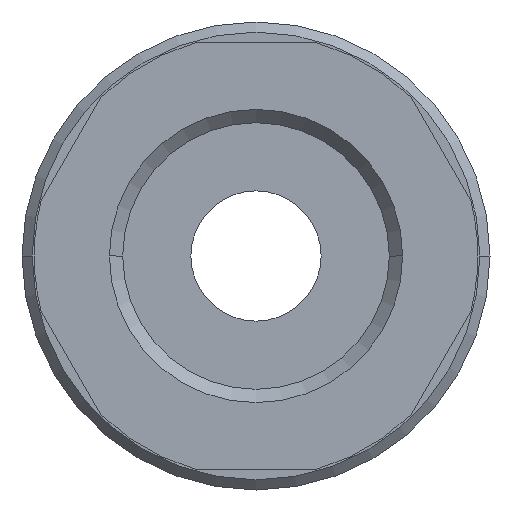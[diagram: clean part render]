
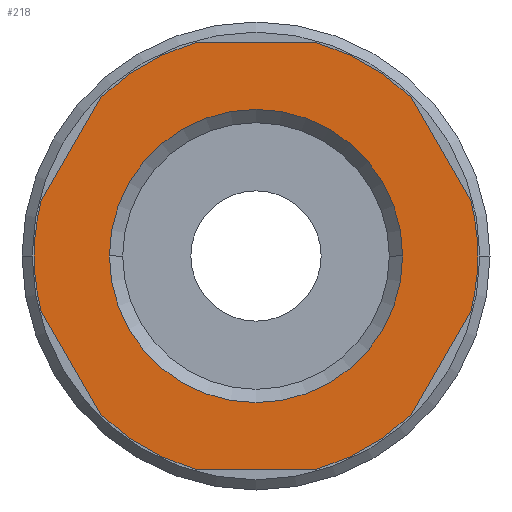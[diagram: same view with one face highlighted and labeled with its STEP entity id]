
A CAD part, front view. The second image highlights one B-rep face of the part: STEP entity #218.
In plain terms, the highlighted planar face has unit normal (0, -1, 0).
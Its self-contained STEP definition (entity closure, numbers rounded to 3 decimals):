
#218=ADVANCED_FACE('',(#496,#497),#498,.T.);
#496=FACE_BOUND('',#835,.T.);
#497=FACE_OUTER_BOUND('',#836,.T.);
#498=PLANE('',#837);
#835=EDGE_LOOP('',(#1403,#1404));
#836=EDGE_LOOP('',(#1405,#1406,#1407,#1408,#1409,#1410,#1411,#1412,#1413,#1414,#1415,#1416,#1417,#1418));
#837=AXIS2_PLACEMENT_3D('',#1419,#1420,#1421);
#1403=ORIENTED_EDGE('',*,*,#2087,.T.);
#1404=ORIENTED_EDGE('',*,*,#2106,.T.);
#1405=ORIENTED_EDGE('',*,*,#2107,.T.);
#1406=ORIENTED_EDGE('',*,*,#2108,.F.);
#1407=ORIENTED_EDGE('',*,*,#2109,.T.);
#1408=ORIENTED_EDGE('',*,*,#2110,.F.);
#1409=ORIENTED_EDGE('',*,*,#2111,.T.);
#1410=ORIENTED_EDGE('',*,*,#2067,.F.);
#1411=ORIENTED_EDGE('',*,*,#2112,.F.);
#1412=ORIENTED_EDGE('',*,*,#2113,.T.);
#1413=ORIENTED_EDGE('',*,*,#2114,.F.);
#1414=ORIENTED_EDGE('',*,*,#2048,.T.);
#1415=ORIENTED_EDGE('',*,*,#2115,.F.);
#1416=ORIENTED_EDGE('',*,*,#2116,.T.);
#1417=ORIENTED_EDGE('',*,*,#2117,.F.);
#1418=ORIENTED_EDGE('',*,*,#2064,.F.);
#1419=CARTESIAN_POINT('',(5.45,0.0,0.0));
#1420=DIRECTION('',(-0.0,-1.0,-0.0));
#1421=DIRECTION('',(-1.0,0.0,0.0));
#2048=EDGE_CURVE('',#2470,#2468,#2471,.T.);
#2064=EDGE_CURVE('',#2489,#2487,#2491,.T.);
#2067=EDGE_CURVE('',#2493,#2495,#2496,.T.);
#2087=EDGE_CURVE('',#2523,#2521,#2524,.T.);
#2106=EDGE_CURVE('',#2521,#2523,#2548,.T.);
#2107=EDGE_CURVE('',#2489,#2549,#2550,.T.);
#2108=EDGE_CURVE('',#2551,#2549,#2552,.T.);
#2109=EDGE_CURVE('',#2551,#2553,#2554,.T.);
#2110=EDGE_CURVE('',#2555,#2553,#2556,.T.);
#2111=EDGE_CURVE('',#2555,#2495,#2557,.T.);
#2112=EDGE_CURVE('',#2558,#2493,#2559,.T.);
#2113=EDGE_CURVE('',#2558,#2560,#2561,.T.);
#2114=EDGE_CURVE('',#2470,#2560,#2562,.T.);
#2115=EDGE_CURVE('',#2563,#2468,#2564,.T.);
#2116=EDGE_CURVE('',#2563,#2565,#2566,.T.);
#2117=EDGE_CURVE('',#2487,#2565,#2567,.T.);
#2468=VERTEX_POINT('',#3110);
#2470=VERTEX_POINT('',#3113);
#2471=LINE('',#3114,#3115);
#2487=VERTEX_POINT('',#3176);
#2489=VERTEX_POINT('',#3179);
#2491=CIRCLE('',#3182,10.9);
#2493=VERTEX_POINT('',#3184);
#2495=VERTEX_POINT('',#3187);
#2496=CIRCLE('',#3188,10.9);
#2521=VERTEX_POINT('',#3218);
#2523=VERTEX_POINT('',#3221);
#2524=CIRCLE('',#3222,7.205);
#2548=CIRCLE('',#3296,7.205);
#2549=VERTEX_POINT('',#3297);
#2550=LINE('',#3298,#3299);
#2551=VERTEX_POINT('',#3300);
#2552=CIRCLE('',#3301,10.9);
#2553=VERTEX_POINT('',#3302);
#2554=LINE('',#3303,#3304);
#2555=VERTEX_POINT('',#3305);
#2556=CIRCLE('',#3306,10.9);
#2557=LINE('',#3307,#3308);
#2558=VERTEX_POINT('',#3309);
#2559=CIRCLE('',#3310,10.9);
#2560=VERTEX_POINT('',#3311);
#2561=LINE('',#3312,#3313);
#2562=CIRCLE('',#3314,10.9);
#2563=VERTEX_POINT('',#3315);
#2564=CIRCLE('',#3316,10.9);
#2565=VERTEX_POINT('',#3317);
#2566=LINE('',#3318,#3319);
#2567=CIRCLE('',#3320,10.9);
#3110=CARTESIAN_POINT('',(-2.926,0.0,10.5));
#3113=CARTESIAN_POINT('',(2.926,0.0,10.5));
#3114=CARTESIAN_POINT('',(2.725,0.0,10.5));
#3115=VECTOR('',#3749,1.0);
#3176=CARTESIAN_POINT('',(-10.9,0.0,0.));
#3179=CARTESIAN_POINT('',(-10.556,0.0,-2.716));
#3182=AXIS2_PLACEMENT_3D('',#3762,#3763,#3764);
#3184=CARTESIAN_POINT('',(10.9,0.0,0.));
#3187=CARTESIAN_POINT('',(10.556,0.0,-2.716));
#3188=AXIS2_PLACEMENT_3D('',#3766,#3767,#3768);
#3218=CARTESIAN_POINT('',(7.205,0.0,0.));
#3221=CARTESIAN_POINT('',(-7.205,0.0,0.));
#3222=AXIS2_PLACEMENT_3D('',#3802,#3803,#3804);
#3296=AXIS2_PLACEMENT_3D('',#3817,#3818,#3819);
#3297=CARTESIAN_POINT('',(-7.63,0.0,-7.784));
#3298=CARTESIAN_POINT('',(-8.412,0.0,-6.43));
#3299=VECTOR('',#3820,1.0);
#3300=CARTESIAN_POINT('',(-2.926,0.0,-10.5));
#3301=AXIS2_PLACEMENT_3D('',#3821,#3822,#3823);
#3302=CARTESIAN_POINT('',(2.926,0.0,-10.5));
#3303=CARTESIAN_POINT('',(2.725,0.0,-10.5));
#3304=VECTOR('',#3824,1.0);
#3305=CARTESIAN_POINT('',(7.63,0.0,-7.784));
#3306=AXIS2_PLACEMENT_3D('',#3825,#3826,#3827);
#3307=CARTESIAN_POINT('',(9.775,0.0,-4.07));
#3308=VECTOR('',#3828,1.0);
#3309=CARTESIAN_POINT('',(10.556,0.0,2.716));
#3310=AXIS2_PLACEMENT_3D('',#3829,#3830,#3831);
#3311=CARTESIAN_POINT('',(7.63,0.0,7.784));
#3312=CARTESIAN_POINT('',(9.775,0.0,4.07));
#3313=VECTOR('',#3832,1.0);
#3314=AXIS2_PLACEMENT_3D('',#3833,#3834,#3835);
#3315=CARTESIAN_POINT('',(-7.63,0.0,7.784));
#3316=AXIS2_PLACEMENT_3D('',#3836,#3837,#3838);
#3317=CARTESIAN_POINT('',(-10.556,0.0,2.716));
#3318=CARTESIAN_POINT('',(-8.412,0.0,6.43));
#3319=VECTOR('',#3839,1.0);
#3320=AXIS2_PLACEMENT_3D('',#3840,#3841,#3842);
#3749=DIRECTION('',(-1.0,0.0,0.));
#3762=CARTESIAN_POINT('',(0.0,0.0,0.0));
#3763=DIRECTION('',(-0.0,1.0,0.0));
#3764=DIRECTION('',(1.0,0.0,0.0));
#3766=CARTESIAN_POINT('',(0.0,0.0,0.0));
#3767=DIRECTION('',(-0.0,1.0,0.0));
#3768=DIRECTION('',(1.0,0.0,0.0));
#3802=CARTESIAN_POINT('',(0.0,0.0,0.0));
#3803=DIRECTION('',(-0.0,1.0,0.0));
#3804=DIRECTION('',(1.0,0.0,0.0));
#3817=CARTESIAN_POINT('',(0.0,0.0,0.0));
#3818=DIRECTION('',(-0.0,1.0,0.0));
#3819=DIRECTION('',(1.0,0.0,0.0));
#3820=DIRECTION('',(0.5,0.0,-0.866));
#3821=CARTESIAN_POINT('',(0.0,0.0,0.0));
#3822=DIRECTION('',(-0.0,1.0,0.0));
#3823=DIRECTION('',(1.0,0.0,0.0));
#3824=DIRECTION('',(1.0,-0.0,0.0));
#3825=CARTESIAN_POINT('',(0.0,0.0,0.0));
#3826=DIRECTION('',(-0.0,1.0,0.0));
#3827=DIRECTION('',(1.0,0.0,0.0));
#3828=DIRECTION('',(0.5,-0.0,0.866));
#3829=CARTESIAN_POINT('',(0.0,0.0,0.0));
#3830=DIRECTION('',(-0.0,1.0,0.0));
#3831=DIRECTION('',(1.0,0.0,0.0));
#3832=DIRECTION('',(-0.5,0.0,0.866));
#3833=CARTESIAN_POINT('',(0.0,0.0,0.0));
#3834=DIRECTION('',(-0.0,1.0,0.0));
#3835=DIRECTION('',(1.0,0.0,0.0));
#3836=CARTESIAN_POINT('',(0.0,0.0,0.0));
#3837=DIRECTION('',(-0.0,1.0,0.0));
#3838=DIRECTION('',(1.0,0.0,0.0));
#3839=DIRECTION('',(-0.5,0.0,-0.866));
#3840=CARTESIAN_POINT('',(0.0,0.0,0.0));
#3841=DIRECTION('',(-0.0,1.0,0.0));
#3842=DIRECTION('',(1.0,0.0,0.0));
